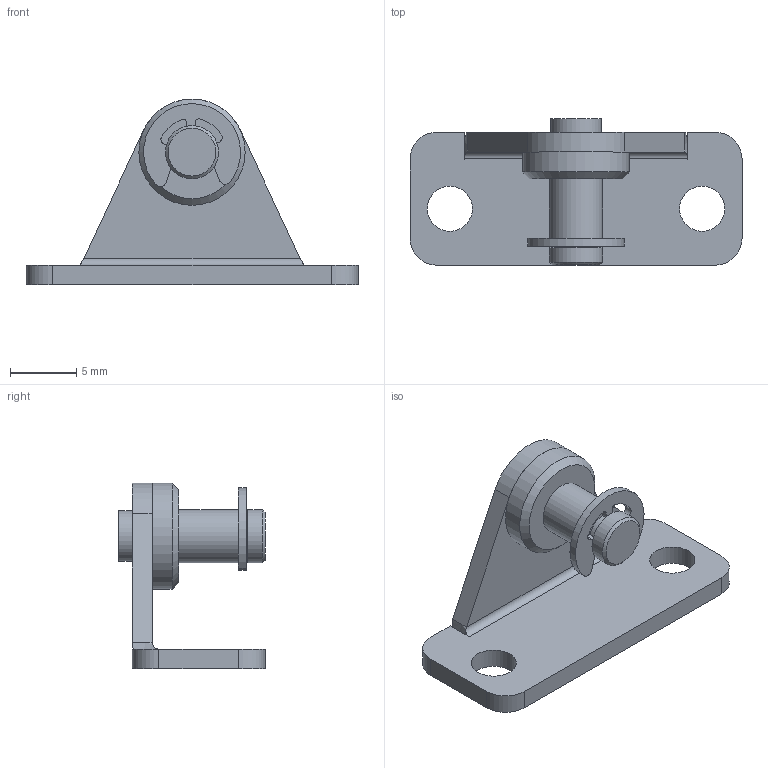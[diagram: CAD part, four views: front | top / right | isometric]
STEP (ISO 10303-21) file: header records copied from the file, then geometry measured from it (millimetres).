
FILE_DESCRIPTION(/* description */ ('Beschlag'),/* implementation_level */ '2;1');
FILE_NAME(/* name */ 'BB20 Z04 V4.stp',/* time_stamp */ '2016-03-09T13:19:47+01:00',/* author */ ('DLamberti'),/* organization */ (''),/* preprocessor_version */ 'ST-DEVELOPER v16.1',/* originating_system */ 'Autodesk Inventor 2016',/* authorisation */ '');
FILE_SCHEMA (('CONFIG_CONTROL_DESIGN'));
Length unit declared in the file: millimetre
Products named in the file (4): ENG-007573; ENG-007562; ENG-000241; ENG-007575
Assembly tree (3 placements, depth 2):
  ENG-007575
    ENG-007573
    ENG-007562
    ENG-000241
Bounding box: 25 x 11 x 14 mm (x, y, z)
Volume: 728.1 mm3; surface area: 1187.2 mm2
Topology: 3 solids, 3 shells, 64 faces, 154 edges, 100 vertices
Faces by surface type: plane 31, cylinder 29, bspline 2, cone 2
Full cylindrical faces by diameter (mm): 3.2 x1, 3.4 x2, 3.8 x1, 4 x3, 8 x1
Entity records: 1984 total; most frequent: CARTESIAN_POINT 381, DIRECTION 334, ORIENTED_EDGE 288, EDGE_CURVE 144, AXIS2_PLACEMENT_3D 125, VERTEX_POINT 100, EDGE_LOOP 84, LINE 84
